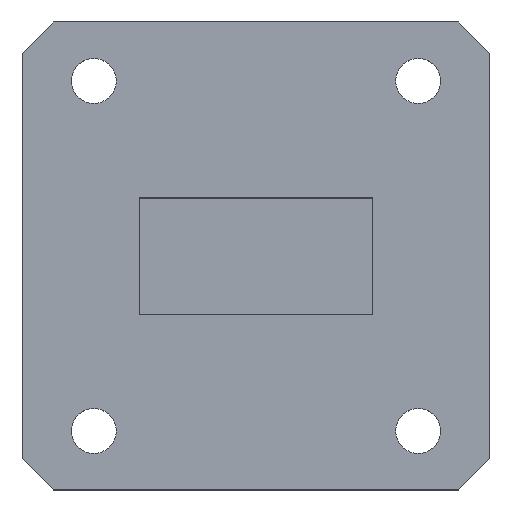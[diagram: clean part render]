
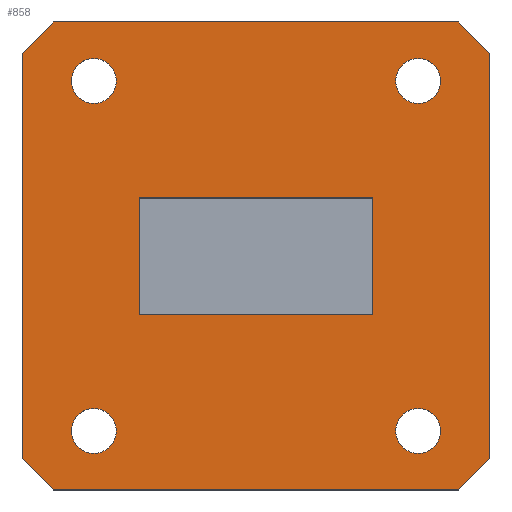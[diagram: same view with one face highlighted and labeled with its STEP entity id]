
A CAD part, top view. The second image highlights one B-rep face of the part: STEP entity #858.
In plain terms, the highlighted planar face has unit normal (0, 0, 1).
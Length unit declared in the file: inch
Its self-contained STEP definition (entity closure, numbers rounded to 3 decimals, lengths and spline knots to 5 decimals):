
#59 = DIRECTION ( 'NONE',  ( -1., 0., 0. ) ) ;
#185 = VECTOR ( 'NONE', #8137, 39.37008 ) ;
#252 = VECTOR ( 'NONE', #59, 39.37008 ) ;
#375 = CARTESIAN_POINT ( 'NONE',  ( 0.592, 0.561, 0. ) ) ;
#597 = AXIS2_PLACEMENT_3D ( 'NONE', #8732, #2403, #6670 ) ;
#669 = DIRECTION ( 'NONE',  ( 0., 0., 1. ) ) ;
#690 = VECTOR ( 'NONE', #8063, 39.37008 ) ;
#691 = CARTESIAN_POINT ( 'NONE',  ( -0.75, -0.65, 0. ) ) ;
#858 = ADVANCED_FACE ( 'NONE', ( #3218, #8522, #4100, #6675, #8413, #8834 ), #5103, .F. ) ;
#895 = VERTEX_POINT ( 'NONE', #375 ) ;
#915 = CIRCLE ( 'NONE', #597, 0.072 ) ;
#949 = ORIENTED_EDGE ( 'NONE', *, *, #5340, .T. ) ;
#972 = VECTOR ( 'NONE', #6147, 39.37008 ) ;
#999 = DIRECTION ( 'NONE',  ( 0., 0., 1. ) ) ;
#1027 = CARTESIAN_POINT ( 'NONE',  ( 0.65, -0.75, 0. ) ) ;
#1166 = CARTESIAN_POINT ( 'NONE',  ( 0.375, 0.1875, 0. ) ) ;
#1334 = EDGE_CURVE ( 'NONE', #7811, #1382, #5328, .T. ) ;
#1366 = DIRECTION ( 'NONE',  ( 0., -1., 0. ) ) ;
#1382 = VERTEX_POINT ( 'NONE', #1166 ) ;
#1436 = EDGE_LOOP ( 'NONE', ( #4329, #949, #8263, #6846, #1857, #6426, #8223, #3658 ) ) ;
#1494 = EDGE_CURVE ( 'NONE', #5891, #7771, #3756, .T. ) ;
#1572 = CARTESIAN_POINT ( 'NONE',  ( 0.375, -0.1875, 0. ) ) ;
#1607 = VECTOR ( 'NONE', #4729, 39.37008 ) ;
#1651 = ORIENTED_EDGE ( 'NONE', *, *, #5528, .F. ) ;
#1696 = CARTESIAN_POINT ( 'NONE',  ( -0.65, 0.75, 0. ) ) ;
#1777 = EDGE_LOOP ( 'NONE', ( #7214, #5033, #3780, #4575 ) ) ;
#1829 = VERTEX_POINT ( 'NONE', #4421 ) ;
#1845 = CIRCLE ( 'NONE', #8424, 0.072 ) ;
#1857 = ORIENTED_EDGE ( 'NONE', *, *, #3689, .T. ) ;
#1899 = EDGE_LOOP ( 'NONE', ( #2295 ) ) ;
#1921 = EDGE_CURVE ( 'NONE', #3257, #5071, #5432, .T. ) ;
#2012 = ORIENTED_EDGE ( 'NONE', *, *, #6859, .F. ) ;
#2028 = DIRECTION ( 'NONE',  ( 0.707, 0.707, 0. ) ) ;
#2176 = VERTEX_POINT ( 'NONE', #1027 ) ;
#2179 = LINE ( 'NONE', #3921, #1607 ) ;
#2295 = ORIENTED_EDGE ( 'NONE', *, *, #4554, .F. ) ;
#2307 = CARTESIAN_POINT ( 'NONE',  ( 0.75, 0.65, 0. ) ) ;
#2310 = CARTESIAN_POINT ( 'NONE',  ( -0.75, 0.75, 0. ) ) ;
#2329 = CARTESIAN_POINT ( 'NONE',  ( 0.52, 0.561, 0. ) ) ;
#2403 = DIRECTION ( 'NONE',  ( 0., 0., 1. ) ) ;
#2491 = DIRECTION ( 'NONE',  ( 1., 0., 0. ) ) ;
#2505 = LINE ( 'NONE', #8114, #690 ) ;
#2555 = DIRECTION ( 'NONE',  ( -1., 0., 0. ) ) ;
#2595 = VECTOR ( 'NONE', #2028, 39.37008 ) ;
#2632 = VECTOR ( 'NONE', #1366, 39.37008 ) ;
#2682 = CARTESIAN_POINT ( 'NONE',  ( -0.448, -0.561, 0. ) ) ;
#2726 = LINE ( 'NONE', #6061, #4367 ) ;
#3079 = VERTEX_POINT ( 'NONE', #7538 ) ;
#3218 = FACE_BOUND ( 'NONE', #5132, .T. ) ;
#3237 = CARTESIAN_POINT ( 'NONE',  ( -0.448, 0.561, 0. ) ) ;
#3257 = VERTEX_POINT ( 'NONE', #8989 ) ;
#3259 = LINE ( 'NONE', #4346, #2595 ) ;
#3626 = DIRECTION ( 'NONE',  ( 0., 0., 1. ) ) ;
#3636 = DIRECTION ( 'NONE',  ( -0.707, 0.707, 0. ) ) ;
#3658 = ORIENTED_EDGE ( 'NONE', *, *, #5149, .T. ) ;
#3679 = EDGE_LOOP ( 'NONE', ( #2012 ) ) ;
#3689 = EDGE_CURVE ( 'NONE', #6541, #3257, #6006, .T. ) ;
#3756 = LINE ( 'NONE', #8947, #972 ) ;
#3780 = ORIENTED_EDGE ( 'NONE', *, *, #7906, .F. ) ;
#3822 = CARTESIAN_POINT ( 'NONE',  ( -0.375, -0.1875, 0. ) ) ;
#3921 = CARTESIAN_POINT ( 'NONE',  ( -0.65, 0.75, 0. ) ) ;
#3923 = CARTESIAN_POINT ( 'NONE',  ( -0.75, 0.65, 0. ) ) ;
#4051 = VECTOR ( 'NONE', #2555, 39.37008 ) ;
#4085 = VECTOR ( 'NONE', #8659, 39.37008 ) ;
#4100 = FACE_BOUND ( 'NONE', #7059, .T. ) ;
#4329 = ORIENTED_EDGE ( 'NONE', *, *, #5319, .T. ) ;
#4346 = CARTESIAN_POINT ( 'NONE',  ( 0.65, -0.75, 0. ) ) ;
#4367 = VECTOR ( 'NONE', #2491, 39.37008 ) ;
#4421 = CARTESIAN_POINT ( 'NONE',  ( -0.75, -0.65, 0. ) ) ;
#4516 = DIRECTION ( 'NONE',  ( 1., 0., 0. ) ) ;
#4554 = EDGE_CURVE ( 'NONE', #4921, #4921, #1845, .T. ) ;
#4575 = ORIENTED_EDGE ( 'NONE', *, *, #1494, .F. ) ;
#4729 = DIRECTION ( 'NONE',  ( -0.707, -0.707, 0. ) ) ;
#4921 = VERTEX_POINT ( 'NONE', #3237 ) ;
#4977 = DIRECTION ( 'NONE',  ( 1., 0., 0. ) ) ;
#5033 = ORIENTED_EDGE ( 'NONE', *, *, #1334, .F. ) ;
#5069 = LINE ( 'NONE', #691, #6743 ) ;
#5071 = VERTEX_POINT ( 'NONE', #5456 ) ;
#5097 = DIRECTION ( 'NONE',  ( 1., 0., 0. ) ) ;
#5103 = PLANE ( 'NONE',  #5951 ) ;
#5132 = EDGE_LOOP ( 'NONE', ( #6476 ) ) ;
#5148 = CARTESIAN_POINT ( 'NONE',  ( -0.52, 0.561, 0. ) ) ;
#5149 = EDGE_CURVE ( 'NONE', #7775, #6607, #2179, .T. ) ;
#5210 = VECTOR ( 'NONE', #3636, 39.37008 ) ;
#5222 = CARTESIAN_POINT ( 'NONE',  ( 0.75, -0.75, 0. ) ) ;
#5319 = EDGE_CURVE ( 'NONE', #6607, #1829, #5985, .T. ) ;
#5328 = LINE ( 'NONE', #6054, #185 ) ;
#5340 = EDGE_CURVE ( 'NONE', #1829, #3079, #5069, .T. ) ;
#5432 = LINE ( 'NONE', #2307, #5210 ) ;
#5456 = CARTESIAN_POINT ( 'NONE',  ( 0.65, 0.75, 0. ) ) ;
#5528 = EDGE_CURVE ( 'NONE', #895, #895, #8487, .T. ) ;
#5571 = AXIS2_PLACEMENT_3D ( 'NONE', #7782, #669, #4977 ) ;
#5676 = CARTESIAN_POINT ( 'NONE',  ( -0.75, -0.75, 0. ) ) ;
#5796 = DIRECTION ( 'NONE',  ( -1., 0., 0. ) ) ;
#5891 = VERTEX_POINT ( 'NONE', #8951 ) ;
#5951 = AXIS2_PLACEMENT_3D ( 'NONE', #7814, #8581, #5796 ) ;
#5964 = LINE ( 'NONE', #8896, #4051 ) ;
#5985 = LINE ( 'NONE', #5676, #2632 ) ;
#6006 = LINE ( 'NONE', #5222, #4085 ) ;
#6031 = CARTESIAN_POINT ( 'NONE',  ( 0.592, -0.561, 0. ) ) ;
#6054 = CARTESIAN_POINT ( 'NONE',  ( 0.375, -0.1875, 0. ) ) ;
#6061 = CARTESIAN_POINT ( 'NONE',  ( -0.375, -0.1875, 0. ) ) ;
#6147 = DIRECTION ( 'NONE',  ( 0., -1., 0. ) ) ;
#6426 = ORIENTED_EDGE ( 'NONE', *, *, #1921, .T. ) ;
#6476 = ORIENTED_EDGE ( 'NONE', *, *, #8512, .F. ) ;
#6512 = CIRCLE ( 'NONE', #5571, 0.072 ) ;
#6541 = VERTEX_POINT ( 'NONE', #6704 ) ;
#6607 = VERTEX_POINT ( 'NONE', #3923 ) ;
#6670 = DIRECTION ( 'NONE',  ( 1., 0., 0. ) ) ;
#6675 = FACE_BOUND ( 'NONE', #1899, .T. ) ;
#6704 = CARTESIAN_POINT ( 'NONE',  ( 0.75, -0.65, 0. ) ) ;
#6743 = VECTOR ( 'NONE', #8515, 39.37008 ) ;
#6846 = ORIENTED_EDGE ( 'NONE', *, *, #8753, .T. ) ;
#6859 = EDGE_CURVE ( 'NONE', #7465, #7465, #6512, .T. ) ;
#6971 = AXIS2_PLACEMENT_3D ( 'NONE', #2329, #3626, #5097 ) ;
#7059 = EDGE_LOOP ( 'NONE', ( #1651 ) ) ;
#7117 = EDGE_CURVE ( 'NONE', #3079, #2176, #2505, .T. ) ;
#7214 = ORIENTED_EDGE ( 'NONE', *, *, #7396, .F. ) ;
#7396 = EDGE_CURVE ( 'NONE', #1382, #5891, #5964, .T. ) ;
#7465 = VERTEX_POINT ( 'NONE', #6031 ) ;
#7499 = EDGE_CURVE ( 'NONE', #5071, #7775, #8787, .T. ) ;
#7538 = CARTESIAN_POINT ( 'NONE',  ( -0.65, -0.75, 0. ) ) ;
#7771 = VERTEX_POINT ( 'NONE', #3822 ) ;
#7775 = VERTEX_POINT ( 'NONE', #1696 ) ;
#7782 = CARTESIAN_POINT ( 'NONE',  ( 0.52, -0.561, 0. ) ) ;
#7811 = VERTEX_POINT ( 'NONE', #1572 ) ;
#7814 = CARTESIAN_POINT ( 'NONE',  ( 0., 0., 0. ) ) ;
#7906 = EDGE_CURVE ( 'NONE', #7771, #7811, #2726, .T. ) ;
#8063 = DIRECTION ( 'NONE',  ( 1., 0., 0. ) ) ;
#8114 = CARTESIAN_POINT ( 'NONE',  ( -0.75, -0.75, 0. ) ) ;
#8118 = VERTEX_POINT ( 'NONE', #2682 ) ;
#8137 = DIRECTION ( 'NONE',  ( 0., 1., 0. ) ) ;
#8223 = ORIENTED_EDGE ( 'NONE', *, *, #7499, .T. ) ;
#8263 = ORIENTED_EDGE ( 'NONE', *, *, #7117, .T. ) ;
#8413 = FACE_OUTER_BOUND ( 'NONE', #1436, .T. ) ;
#8424 = AXIS2_PLACEMENT_3D ( 'NONE', #5148, #999, #4516 ) ;
#8487 = CIRCLE ( 'NONE', #6971, 0.072 ) ;
#8512 = EDGE_CURVE ( 'NONE', #8118, #8118, #915, .T. ) ;
#8515 = DIRECTION ( 'NONE',  ( 0.707, -0.707, 0. ) ) ;
#8522 = FACE_BOUND ( 'NONE', #3679, .T. ) ;
#8581 = DIRECTION ( 'NONE',  ( 0., 0., -1. ) ) ;
#8659 = DIRECTION ( 'NONE',  ( 0., 1., 0. ) ) ;
#8732 = CARTESIAN_POINT ( 'NONE',  ( -0.52, -0.561, 0. ) ) ;
#8753 = EDGE_CURVE ( 'NONE', #2176, #6541, #3259, .T. ) ;
#8787 = LINE ( 'NONE', #2310, #252 ) ;
#8834 = FACE_BOUND ( 'NONE', #1777, .T. ) ;
#8896 = CARTESIAN_POINT ( 'NONE',  ( -0.375, 0.1875, 0. ) ) ;
#8947 = CARTESIAN_POINT ( 'NONE',  ( -0.375, -0.1875, 0. ) ) ;
#8951 = CARTESIAN_POINT ( 'NONE',  ( -0.375, 0.1875, 0. ) ) ;
#8989 = CARTESIAN_POINT ( 'NONE',  ( 0.75, 0.65, 0. ) ) ;
